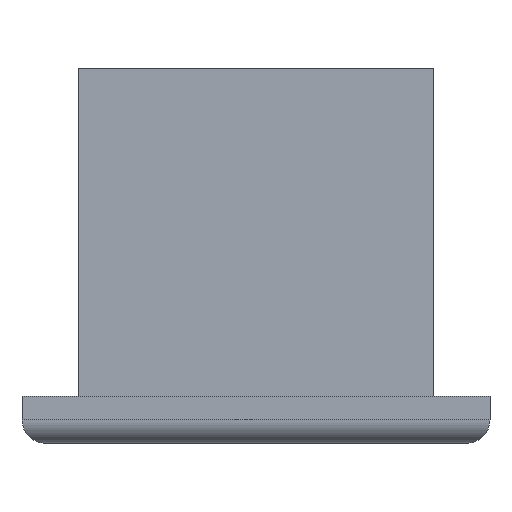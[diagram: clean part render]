
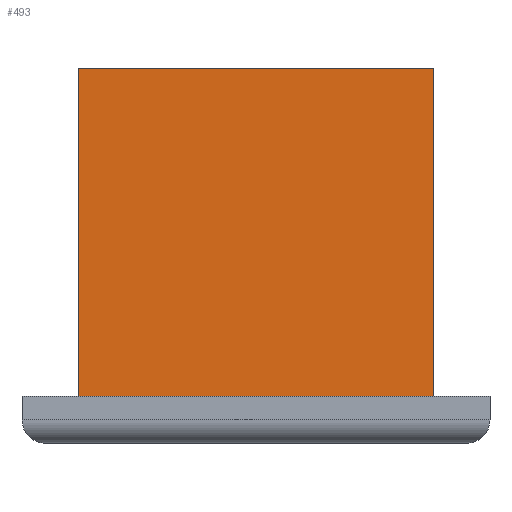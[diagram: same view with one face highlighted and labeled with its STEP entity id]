
A CAD part, left-side view. The second image highlights one B-rep face of the part: STEP entity #493.
In plain terms, the highlighted planar face has unit normal (-1, 0, 0).
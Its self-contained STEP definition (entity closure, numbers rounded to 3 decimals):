
#118=ORIENTED_EDGE('',*,*,#211,.F.);
#119=ORIENTED_EDGE('',*,*,#191,.F.);
#120=ORIENTED_EDGE('',*,*,#207,.T.);
#121=ORIENTED_EDGE('',*,*,#199,.T.);
#191=EDGE_CURVE('',#259,#260,#300,.T.);
#199=EDGE_CURVE('',#268,#267,#307,.T.);
#207=EDGE_CURVE('',#259,#268,#315,.T.);
#211=EDGE_CURVE('',#260,#267,#319,.T.);
#259=VERTEX_POINT('',#732);
#260=VERTEX_POINT('',#734);
#267=VERTEX_POINT('',#749);
#268=VERTEX_POINT('',#751);
#300=LINE('',#733,#360);
#307=LINE('',#750,#367);
#315=LINE('',#762,#375);
#319=LINE('',#767,#379);
#360=VECTOR('',#586,1000.);
#367=VECTOR('',#597,1000.);
#375=VECTOR('',#609,1000.);
#379=VECTOR('',#615,1000.);
#417=EDGE_LOOP('',(#118,#119,#120,#121));
#445=FACE_BOUND('',#417,.T.);
#472=PLANE('',#537);
#493=ADVANCED_FACE('',(#445),#472,.T.);
#537=AXIS2_PLACEMENT_3D('',#804,#647,#648);
#586=DIRECTION('',(0.,0.,-1.));
#597=DIRECTION('',(0.,0.,-1.));
#609=DIRECTION('',(0.,1.,0.));
#615=DIRECTION('',(0.,1.,0.));
#647=DIRECTION('',(-1.,0.,0.));
#648=DIRECTION('',(0.,0.,1.));
#732=CARTESIAN_POINT('',(-3.8,-3.8,8.));
#733=CARTESIAN_POINT('',(-3.8,-3.8,8.));
#734=CARTESIAN_POINT('',(-3.8,-3.8,1.));
#749=CARTESIAN_POINT('',(-3.8,3.8,1.));
#750=CARTESIAN_POINT('',(-3.8,3.8,8.));
#751=CARTESIAN_POINT('',(-3.8,3.8,8.));
#762=CARTESIAN_POINT('',(-3.8,-3.8,8.));
#767=CARTESIAN_POINT('',(-3.8,-3.8,1.));
#804=CARTESIAN_POINT('',(-3.8,-3.8,8.));
